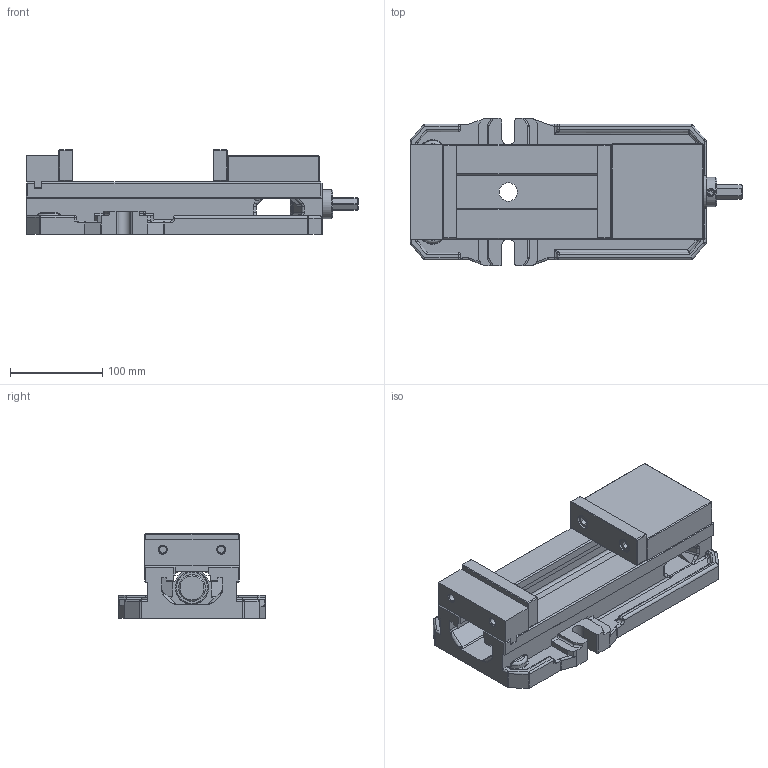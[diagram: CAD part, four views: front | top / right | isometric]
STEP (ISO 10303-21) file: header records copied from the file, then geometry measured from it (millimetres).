
FILE_DESCRIPTION(/* description */ (''),/* implementation_level */ '2;1');
FILE_NAME(/* name */ 'PWS-4600.stp',/* time_stamp */ '2023-11-21T08:14:44-05:00',/* author */ ('slane'),/* organization */ (''),/* preprocessor_version */ 'ST-DEVELOPER v18.1',/* originating_system */ 'Autodesk Inventor 2021',/* authorisation */ '');
FILE_SCHEMA (('AUTOMOTIVE_DESIGN { 1 0 10303 214 3 1 1 }'));
Products named in the file (10): PWS-4600; 3PWS401001; AT-408; AT-406; AT-409; ATD-402; ANSI_AFBMA 24.1 TA - 17TA12  17 x 35 x 12; ATD-403; ANSI B18.3 - 3_8-16 UNC - 0.75(31); Unbrako - 5_16 x 0.31 - 18(9)
Assembly tree (13 placements, depth 2):
  PWS-4600
    3PWS401001
    AT-408
    AT-406
    AT-409  x2
    ATD-402
    ANSI_AFBMA 24.1 TA - 17TA12  17 x 35 x 12
    ATD-403
    ANSI B18.3 - 3_8-16 UNC - 0.75(31)  x4
    Unbrako - 5_16 x 0.31 - 18(9)
Bounding box: 360 x 160 x 92.15 mm (x, y, z)
Volume: 1707717.8 mm3; surface area: 317789.5 mm2
Topology: 22 solids, 22 shells, 829 faces, 2135 edges, 1322 vertices
Faces by surface type: plane 379, cylinder 262, torus 58, sphere 48, bspline 44, cone 38
Full cylindrical faces by diameter (mm): 6.401 x1, 7.798 x5, 7.938 x1, 8.566 x4, 9.525 x4, 10.5 x6, 14.275 x4, 15.5 x4, 16 x4, 17 x3, 19 x1, 20 x2, 25 x1, 29 x2, 32 x1, 35 x2, 36 x1, 36.5 x1, 37 x1
Entity records: 25840 total; most frequent: CARTESIAN_POINT 6256, DIRECTION 4060, ORIENTED_EDGE 3846, EDGE_CURVE 1923, AXIS2_PLACEMENT_3D 1494, VERTEX_POINT 1231, LINE 1072, VECTOR 1072
